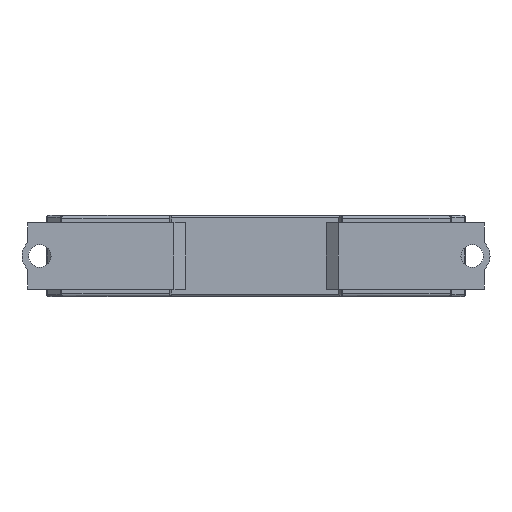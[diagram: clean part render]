
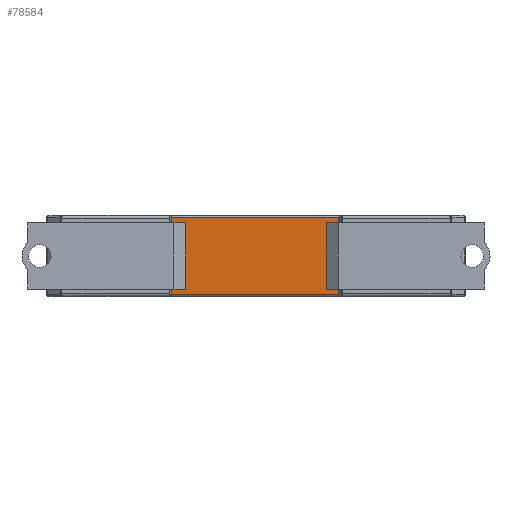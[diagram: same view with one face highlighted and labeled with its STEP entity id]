
A CAD part, front view. The second image highlights one B-rep face of the part: STEP entity #78584.
In plain terms, the highlighted planar face has unit normal (0, -1, 0).
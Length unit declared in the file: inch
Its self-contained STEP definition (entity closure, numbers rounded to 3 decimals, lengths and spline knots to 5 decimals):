
#56 = ORIENTED_EDGE ( 'NONE', *, *, #28477, .T. ) ;
#3346 = ORIENTED_EDGE ( 'NONE', *, *, #22499, .T. ) ;
#3777 = DIRECTION ( 'NONE',  ( 0., -1., 0. ) ) ;
#5999 = CARTESIAN_POINT ( 'NONE',  ( 0.70069, -1.14326, 0.02775 ) ) ;
#9190 = LINE ( 'NONE', #55812, #28497 ) ;
#9975 = PLANE ( 'NONE',  #68100 ) ;
#11354 = CARTESIAN_POINT ( 'NONE',  ( 0.70069, -1.14326, 0.7 ) ) ;
#11742 = CARTESIAN_POINT ( 'NONE',  ( -0.7125, -1.14326, 0.02775 ) ) ;
#11783 = CARTESIAN_POINT ( 'NONE',  ( 0.70069, -1.14326, 0.67251 ) ) ;
#12507 = EDGE_CURVE ( 'NONE', #68338, #59092, #21841, .T. ) ;
#15266 = CARTESIAN_POINT ( 'NONE',  ( -0.7125, -1.14326, 0.67234 ) ) ;
#16057 = VERTEX_POINT ( 'NONE', #11783 ) ;
#16900 = DIRECTION ( 'NONE',  ( 1., 0., 0. ) ) ;
#17802 = CARTESIAN_POINT ( 'NONE',  ( 0.70069, -1.14326, 0.67225 ) ) ;
#17893 = DIRECTION ( 'NONE',  ( 0., 0., -1. ) ) ;
#21841 = LINE ( 'NONE', #54707, #39229 ) ;
#22499 = EDGE_CURVE ( 'NONE', #43661, #68338, #81256, .T. ) ;
#22563 = CARTESIAN_POINT ( 'NONE',  ( -0.7125, -1.14326, 0.67251 ) ) ;
#23691 = ORIENTED_EDGE ( 'NONE', *, *, #12507, .T. ) ;
#24521 = LINE ( 'NONE', #11354, #74248 ) ;
#25294 = CARTESIAN_POINT ( 'NONE',  ( -0.7125, -1.14326, 0.02749 ) ) ;
#25625 = CARTESIAN_POINT ( 'NONE',  ( -0.7125, -1.14326, 0.02766 ) ) ;
#28477 = EDGE_CURVE ( 'NONE', #41594, #16057, #35977, .T. ) ;
#28497 = VECTOR ( 'NONE', #16900, 39.37008 ) ;
#28917 = CARTESIAN_POINT ( 'NONE',  ( -0.7125, -1.14326, 0.67251 ) ) ;
#30870 = CARTESIAN_POINT ( 'NONE',  ( 0.70069, -1.14326, 0.67251 ) ) ;
#31374 = CARTESIAN_POINT ( 'NONE',  ( 0.70069, -1.14326, 0.02749 ) ) ;
#32046 = EDGE_CURVE ( 'NONE', #41594, #71033, #24521, .T. ) ;
#33597 = ORIENTED_EDGE ( 'NONE', *, *, #74868, .T. ) ;
#34948 = CARTESIAN_POINT ( 'NONE',  ( -0.7125, -1.14326, 0.67225 ) ) ;
#35918 = CARTESIAN_POINT ( 'NONE',  ( 0.70069, -1.14326, 0.02775 ) ) ;
#35977 = B_SPLINE_CURVE_WITH_KNOTS ( 'NONE', 3,
 ( #17802, #56713, #69703, #30870 ),
 .UNSPECIFIED., .F., .F.,
 ( 4, 4 ),
 ( 0., 0.00001 ),
 .UNSPECIFIED. ) ;
#37052 = LINE ( 'NONE', #28917, #69426 ) ;
#39052 = CARTESIAN_POINT ( 'NONE',  ( -0.7125, -1.14326, 0.02749 ) ) ;
#39229 = VECTOR ( 'NONE', #61216, 39.37008 ) ;
#39767 = EDGE_CURVE ( 'NONE', #48044, #62434, #9190, .T. ) ;
#41594 = VERTEX_POINT ( 'NONE', #78163 ) ;
#42700 = CARTESIAN_POINT ( 'NONE',  ( 0., -1.14326, 0.7 ) ) ;
#43014 = ORIENTED_EDGE ( 'NONE', *, *, #39767, .T. ) ;
#43661 = VERTEX_POINT ( 'NONE', #22563 ) ;
#44925 = CARTESIAN_POINT ( 'NONE',  ( 0.70069, -1.14326, 0.02766 ) ) ;
#48010 = B_SPLINE_CURVE_WITH_KNOTS ( 'NONE', 3,
 ( #77190, #83673, #44925, #5999 ),
 .UNSPECIFIED., .F., .F.,
 ( 4, 4 ),
 ( 0., 0.00001 ),
 .UNSPECIFIED. ) ;
#48044 = VERTEX_POINT ( 'NONE', #25294 ) ;
#49210 = DIRECTION ( 'NONE',  ( 1., 0., 0. ) ) ;
#50274 = FACE_OUTER_BOUND ( 'NONE', #78524, .T. ) ;
#54707 = CARTESIAN_POINT ( 'NONE',  ( -0.7125, -1.14326, 0.7 ) ) ;
#55812 = CARTESIAN_POINT ( 'NONE',  ( 0., -1.14326, 0.02749 ) ) ;
#55939 = ORIENTED_EDGE ( 'NONE', *, *, #71629, .T. ) ;
#56713 = CARTESIAN_POINT ( 'NONE',  ( 0.70069, -1.14326, 0.67234 ) ) ;
#59092 = VERTEX_POINT ( 'NONE', #11742 ) ;
#60718 = CARTESIAN_POINT ( 'NONE',  ( -0.7125, -1.14326, 0.67242 ) ) ;
#61216 = DIRECTION ( 'NONE',  ( 0., 0., -1. ) ) ;
#61848 = DIRECTION ( 'NONE',  ( -1., 0., 0. ) ) ;
#62434 = VERTEX_POINT ( 'NONE', #31374 ) ;
#63418 = EDGE_CURVE ( 'NONE', #16057, #43661, #37052, .T. ) ;
#65318 = CARTESIAN_POINT ( 'NONE',  ( -0.7125, -1.14326, 0.67225 ) ) ;
#68100 = AXIS2_PLACEMENT_3D ( 'NONE', #42700, #3777, #49210 ) ;
#68338 = VERTEX_POINT ( 'NONE', #65318 ) ;
#69426 = VECTOR ( 'NONE', #61848, 39.37008 ) ;
#69703 = CARTESIAN_POINT ( 'NONE',  ( 0.70069, -1.14326, 0.67242 ) ) ;
#71033 = VERTEX_POINT ( 'NONE', #35918 ) ;
#71281 = CARTESIAN_POINT ( 'NONE',  ( -0.7125, -1.14326, 0.02775 ) ) ;
#71629 = EDGE_CURVE ( 'NONE', #59092, #48044, #78708, .T. ) ;
#73710 = CARTESIAN_POINT ( 'NONE',  ( -0.7125, -1.14326, 0.67251 ) ) ;
#74248 = VECTOR ( 'NONE', #17893, 39.37008 ) ;
#74868 = EDGE_CURVE ( 'NONE', #62434, #71033, #48010, .T. ) ;
#76005 = ORIENTED_EDGE ( 'NONE', *, *, #32046, .F. ) ;
#77190 = CARTESIAN_POINT ( 'NONE',  ( 0.70069, -1.14326, 0.02749 ) ) ;
#77843 = CARTESIAN_POINT ( 'NONE',  ( -0.7125, -1.14326, 0.02758 ) ) ;
#78163 = CARTESIAN_POINT ( 'NONE',  ( 0.70069, -1.14326, 0.67225 ) ) ;
#78524 = EDGE_LOOP ( 'NONE', ( #56, #78634, #3346, #23691, #55939, #43014, #33597, #76005 ) ) ;
#78584 = ADVANCED_FACE ( 'NONE', ( #50274 ), #9975, .T. ) ;
#78634 = ORIENTED_EDGE ( 'NONE', *, *, #63418, .T. ) ;
#78708 = B_SPLINE_CURVE_WITH_KNOTS ( 'NONE', 3,
 ( #71281, #25625, #77843, #39052 ),
 .UNSPECIFIED., .F., .F.,
 ( 4, 4 ),
 ( 0., 0.00001 ),
 .UNSPECIFIED. ) ;
#81256 = B_SPLINE_CURVE_WITH_KNOTS ( 'NONE', 3,
 ( #73710, #60718, #15266, #34948 ),
 .UNSPECIFIED., .F., .F.,
 ( 4, 4 ),
 ( 0., 0.00001 ),
 .UNSPECIFIED. ) ;
#83673 = CARTESIAN_POINT ( 'NONE',  ( 0.70069, -1.14326, 0.02758 ) ) ;
